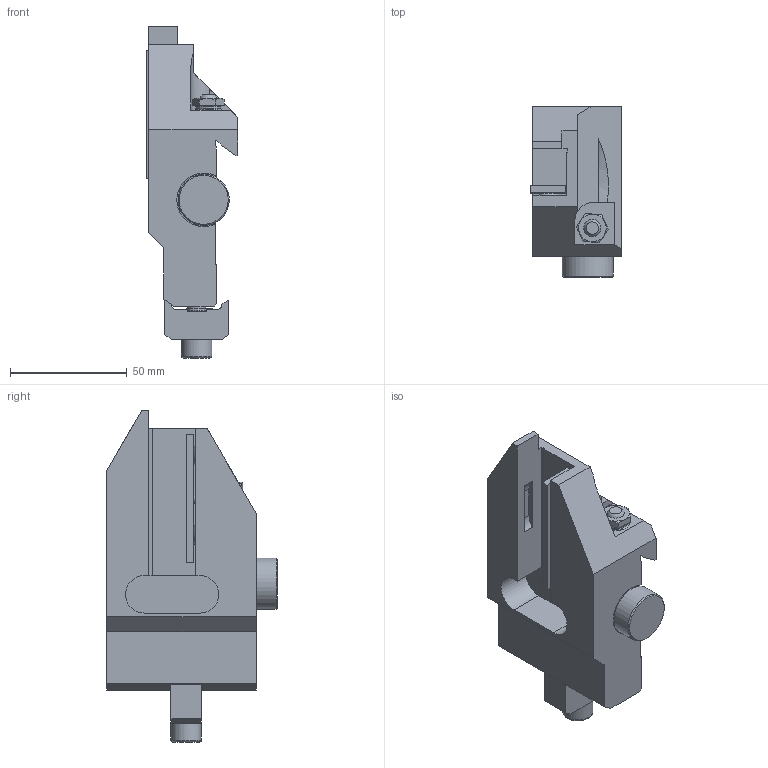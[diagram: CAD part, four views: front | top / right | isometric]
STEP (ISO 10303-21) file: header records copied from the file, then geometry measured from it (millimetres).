
FILE_DESCRIPTION(/* description */ (''),/* implementation_level */ '2;1');
FILE_NAME(/* name */ '10001026718nxv000_01_214.stp',/* time_stamp */ '2023-11-29T10:19:07+01:00',/* author */ (''),/* organization */ (''),/* preprocessor_version */ 'ST-DEVELOPER v18.1',/* originating_system */ 'SIEMENS PLM Software NX 2000',/* authorisation */ '');
FILE_SCHEMA (('AUTOMOTIVE_DESIGN { 1 0 10303 214 3 1 1 1 }'));
Length unit declared in the file: millimetre
Products named in the file (1): 10001026718nxv000_01
Bounding box: 39 x 73 x 142.26 mm (x, y, z)
Volume: 165045.3 mm3; surface area: 32723.6 mm2
Topology: 1 solids, 1 shells, 148 faces, 397 edges, 263 vertices
Faces by surface type: plane 94, cylinder 39, torus 7, cone 7, sphere 1
Full cylindrical faces by diameter (mm): 3.8 x1, 6.2 x1, 8 x3, 10.6 x1, 13 x1, 22 x1
Entity records: 4563 total; most frequent: CARTESIAN_POINT 913, DIRECTION 747, ORIENTED_EDGE 726, EDGE_CURVE 363, LINE 253, VECTOR 253, VERTEX_POINT 251, AXIS2_PLACEMENT_3D 247
